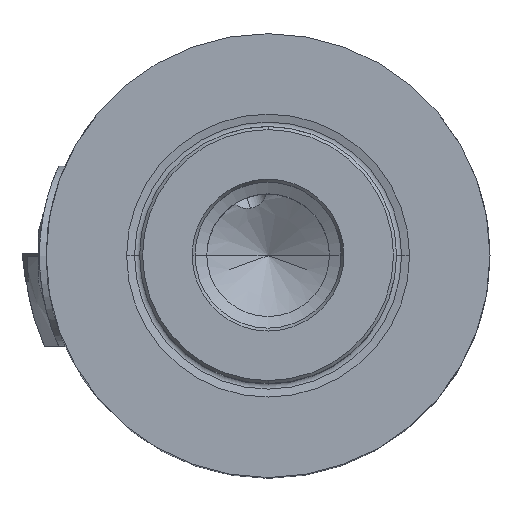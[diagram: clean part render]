
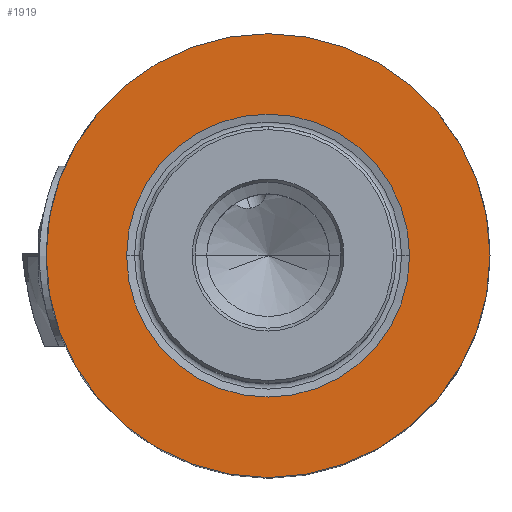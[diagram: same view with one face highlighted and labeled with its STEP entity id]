
A CAD part, top view. The second image highlights one B-rep face of the part: STEP entity #1919.
In plain terms, the highlighted planar face has unit normal (0, 0, 1).
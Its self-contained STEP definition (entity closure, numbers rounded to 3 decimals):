
#1481=VERTEX_POINT('NONE',#4042);
#1491=EDGE_CURVE('NONE',#1531,#1481,#4053,.F.);
#1531=VERTEX_POINT('NONE',#4101);
#1661=VERTEX_POINT('NONE',#4248);
#1899=EDGE_CURVE('NONE',#1661,#3079,#4518,.F.);
#1919=ADVANCED_FACE('NONE',(#4538,#4539),#4540,.T.);
#2547=EDGE_CURVE('NONE',#3079,#1661,#5221,.F.);
#3079=VERTEX_POINT('NONE',#5820);
#3327=EDGE_CURVE('NONE',#1481,#1531,#6091,.F.);
#4042=CARTESIAN_POINT('',(0.,-19.0,0.0));
#4053=CIRCLE('',#7025,19.0);
#4101=CARTESIAN_POINT('',(0.0,19.0,0.0));
#4248=CARTESIAN_POINT('',(-12.112,0.,0.0));
#4518=CIRCLE('',#7847,12.112);
#4538=FACE_OUTER_BOUND('',#7877,.T.);
#4539=FACE_BOUND('',#7878,.T.);
#4540=PLANE('',#7879);
#5221=CIRCLE('',#9149,12.112);
#5820=CARTESIAN_POINT('',(12.112,0.,0.0));
#6091=CIRCLE('',#11078,19.0);
#7025=AXIS2_PLACEMENT_3D('',#12174,#12175,#12176);
#7847=AXIS2_PLACEMENT_3D('',#12797,#12798,#12799);
#7877=EDGE_LOOP('',(#12809,#12810));
#7878=EDGE_LOOP('',(#12811,#12812));
#7879=AXIS2_PLACEMENT_3D('',#12813,#12814,#12815);
#9149=AXIS2_PLACEMENT_3D('',#13551,#13552,#13553);
#11078=AXIS2_PLACEMENT_3D('',#14624,#14625,#14626);
#12174=CARTESIAN_POINT('',(0.0,0.0,0.0));
#12175=DIRECTION('',(0.0,0.0,-1.0));
#12176=DIRECTION('',(0.0,1.0,0.0));
#12797=CARTESIAN_POINT('',(0.0,0.0,0.0));
#12798=DIRECTION('',(0.0,0.0,-1.0));
#12799=DIRECTION('',(1.0,0.,0.0));
#12809=ORIENTED_EDGE('',*,*,#1491,.T.);
#12810=ORIENTED_EDGE('',*,*,#3327,.T.);
#12811=ORIENTED_EDGE('',*,*,#2547,.F.);
#12812=ORIENTED_EDGE('',*,*,#1899,.F.);
#12813=CARTESIAN_POINT('',(-11.0,0.0,0.0));
#12814=DIRECTION('',(-0.0,0.0,1.0));
#12815=DIRECTION('',(0.0,1.0,0.0));
#13551=CARTESIAN_POINT('',(0.0,0.0,0.0));
#13552=DIRECTION('',(0.0,0.0,-1.0));
#13553=DIRECTION('',(1.0,0.,0.0));
#14624=CARTESIAN_POINT('',(0.0,0.0,0.0));
#14625=DIRECTION('',(0.0,0.0,-1.0));
#14626=DIRECTION('',(0.0,1.0,0.0));
